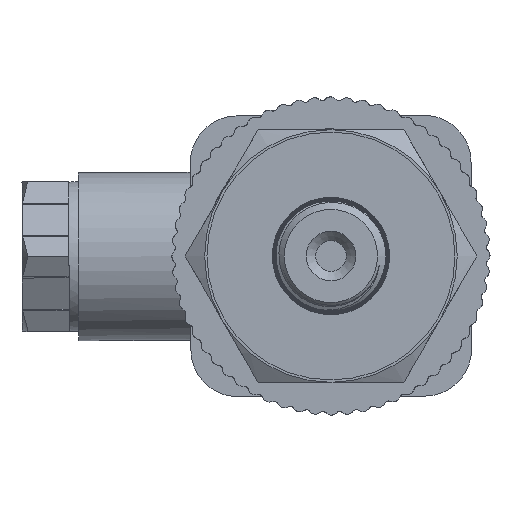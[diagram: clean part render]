
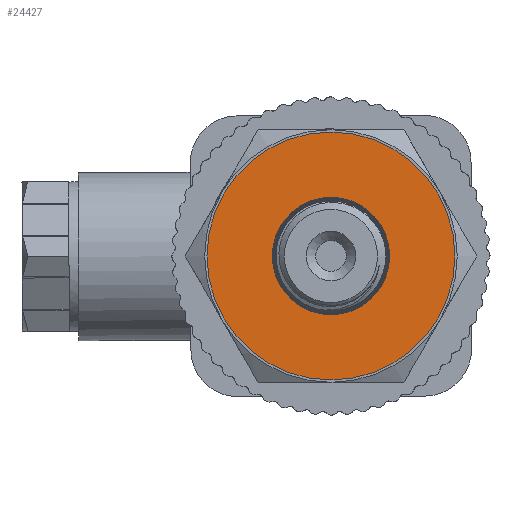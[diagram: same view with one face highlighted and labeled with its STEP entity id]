
A CAD part, left-side view. The second image highlights one B-rep face of the part: STEP entity #24427.
In plain terms, the highlighted planar face has unit normal (-1, 0, 0).
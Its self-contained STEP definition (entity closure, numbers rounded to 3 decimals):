
#1004=PLANE('',#25661);
#1561=FACE_BOUND('',#3420,.T.);
#2022=FACE_OUTER_BOUND('',#3419,.T.);
#3419=EDGE_LOOP('',(#18079));
#3420=EDGE_LOOP('',(#18080));
#4564=CIRCLE('',#25547,6.27);
#4600=CIRCLE('',#25652,13.25);
#10028=VERTEX_POINT('',#32419);
#10574=VERTEX_POINT('',#41796);
#12567=EDGE_CURVE('',#10028,#10028,#4564,.T.);
#13393=EDGE_CURVE('',#10574,#10574,#4600,.T.);
#18079=ORIENTED_EDGE('',*,*,#13393,.T.);
#18080=ORIENTED_EDGE('',*,*,#12567,.T.);
#24427=ADVANCED_FACE('',(#2022,#1561),#1004,.T.);
#25547=AXIS2_PLACEMENT_3D('',#32420,#26923,#26924);
#25652=AXIS2_PLACEMENT_3D('',#41797,#27414,#27415);
#25661=AXIS2_PLACEMENT_3D('',#42581,#27435,#27436);
#26923=DIRECTION('center_axis',(1.,0.,0.));
#26924=DIRECTION('ref_axis',(0.,0.,-1.));
#27414=DIRECTION('center_axis',(-1.,0.,0.));
#27415=DIRECTION('ref_axis',(0.,1.,0.));
#27435=DIRECTION('center_axis',(-1.,0.,0.));
#27436=DIRECTION('ref_axis',(0.,0.,1.));
#32419=CARTESIAN_POINT('',(-48.,-6.27,0.));
#32420=CARTESIAN_POINT('Origin',(-48.,0.,0.));
#41796=CARTESIAN_POINT('',(-48.,-13.25,0.));
#41797=CARTESIAN_POINT('Origin',(-48.,0.,0.));
#42581=CARTESIAN_POINT('Origin',(-48.,13.5,0.));
